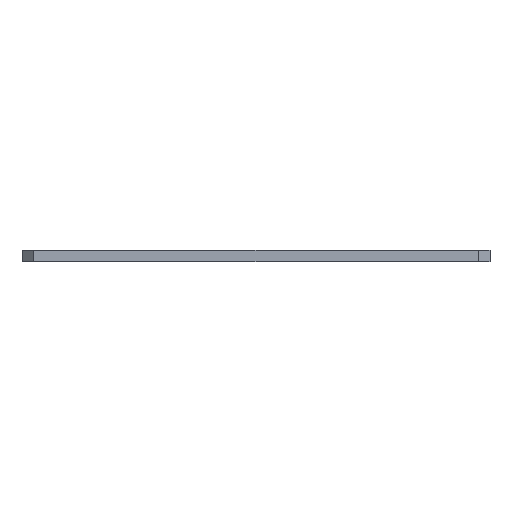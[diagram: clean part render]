
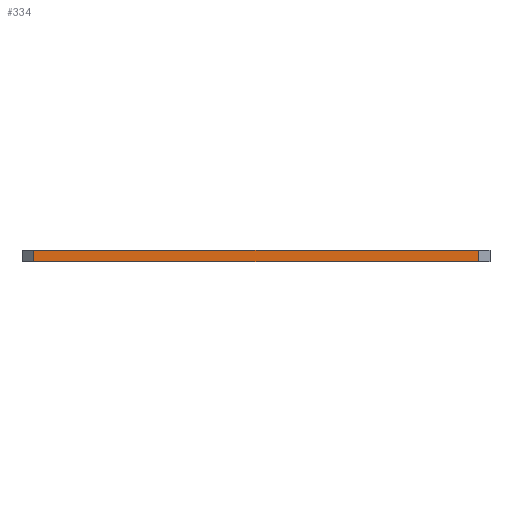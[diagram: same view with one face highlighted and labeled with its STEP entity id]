
A CAD part, left-side view. The second image highlights one B-rep face of the part: STEP entity #334.
In plain terms, the highlighted planar face has unit normal (-1, 0, 0).
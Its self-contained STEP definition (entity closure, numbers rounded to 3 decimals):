
#25 = LINE ( 'NONE', #640, #430 ) ;
#26 = ORIENTED_EDGE ( 'NONE', *, *, #45, .T. ) ;
#45 = EDGE_CURVE ( 'NONE', #404, #392, #804, .T. ) ;
#87 = CARTESIAN_POINT ( 'NONE',  ( 0., 0., 0. ) ) ;
#181 = LINE ( 'NONE', #87, #614 ) ;
#236 = CARTESIAN_POINT ( 'NONE',  ( 0., 78., -2. ) ) ;
#240 = ORIENTED_EDGE ( 'NONE', *, *, #443, .T. ) ;
#252 = DIRECTION ( 'NONE',  ( 0., 0., 1. ) ) ;
#319 = PLANE ( 'NONE',  #359 ) ;
#320 = DIRECTION ( 'NONE',  ( 0., 0., -1. ) ) ;
#324 = CARTESIAN_POINT ( 'NONE',  ( 0., 0., -2. ) ) ;
#334 = ADVANCED_FACE ( 'NONE', ( #709 ), #319, .T. ) ;
#359 = AXIS2_PLACEMENT_3D ( 'NONE', #565, #419, #621 ) ;
#392 = VERTEX_POINT ( 'NONE', #236 ) ;
#404 = VERTEX_POINT ( 'NONE', #794 ) ;
#419 = DIRECTION ( 'NONE',  ( -1., 0., 0. ) ) ;
#422 = DIRECTION ( 'NONE',  ( 0., -1., 0. ) ) ;
#423 = EDGE_CURVE ( 'NONE', #865, #706, #25, .T. ) ;
#430 = VECTOR ( 'NONE', #252, 1000. ) ;
#443 = EDGE_CURVE ( 'NONE', #392, #865, #551, .T. ) ;
#486 = EDGE_CURVE ( 'NONE', #404, #706, #181, .T. ) ;
#536 = ORIENTED_EDGE ( 'NONE', *, *, #423, .T. ) ;
#551 = LINE ( 'NONE', #324, #729 ) ;
#565 = CARTESIAN_POINT ( 'NONE',  ( 0., 0., -2. ) ) ;
#614 = VECTOR ( 'NONE', #422, 1000. ) ;
#621 = DIRECTION ( 'NONE',  ( 0., 0., 1. ) ) ;
#640 = CARTESIAN_POINT ( 'NONE',  ( 0., 2., -2. ) ) ;
#705 = CARTESIAN_POINT ( 'NONE',  ( 0., 78., -2. ) ) ;
#706 = VERTEX_POINT ( 'NONE', #822 ) ;
#709 = FACE_OUTER_BOUND ( 'NONE', #971, .T. ) ;
#712 = DIRECTION ( 'NONE',  ( 0., -1., 0. ) ) ;
#729 = VECTOR ( 'NONE', #712, 1000. ) ;
#794 = CARTESIAN_POINT ( 'NONE',  ( 0., 78., 0. ) ) ;
#804 = LINE ( 'NONE', #705, #842 ) ;
#822 = CARTESIAN_POINT ( 'NONE',  ( 0., 2., 0. ) ) ;
#834 = CARTESIAN_POINT ( 'NONE',  ( 0., 2., -2. ) ) ;
#842 = VECTOR ( 'NONE', #320, 1000. ) ;
#864 = ORIENTED_EDGE ( 'NONE', *, *, #486, .F. ) ;
#865 = VERTEX_POINT ( 'NONE', #834 ) ;
#971 = EDGE_LOOP ( 'NONE', ( #240, #536, #864, #26 ) ) ;
